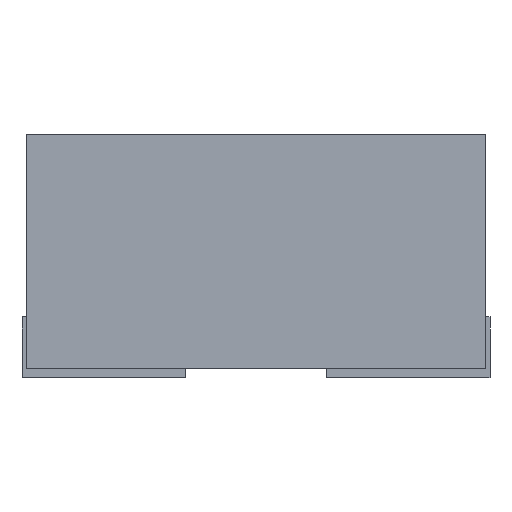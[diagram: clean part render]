
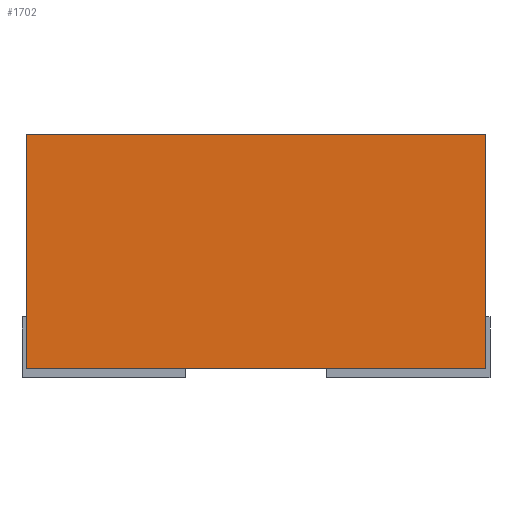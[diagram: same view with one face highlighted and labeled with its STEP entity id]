
A CAD part, front view. The second image highlights one B-rep face of the part: STEP entity #1702.
In plain terms, the highlighted planar face has unit normal (0, -1, 0).
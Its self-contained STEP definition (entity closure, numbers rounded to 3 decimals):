
#366 = VERTEX_POINT('',#367);
#367 = CARTESIAN_POINT('',(-0.49,-1.24,0.02));
#373 = EDGE_CURVE('',#366,#374,#376,.T.);
#374 = VERTEX_POINT('',#375);
#375 = CARTESIAN_POINT('',(0.49,-1.24,0.02));
#376 = LINE('',#377,#378);
#377 = CARTESIAN_POINT('',(-0.49,-1.24,0.02));
#378 = VECTOR('',#379,1.);
#379 = DIRECTION('',(1.,0.,0.));
#536 = VERTEX_POINT('',#537);
#537 = CARTESIAN_POINT('',(0.49,-1.24,0.52));
#543 = EDGE_CURVE('',#374,#536,#544,.T.);
#544 = LINE('',#545,#546);
#545 = CARTESIAN_POINT('',(0.49,-1.24,0.02));
#546 = VECTOR('',#547,1.);
#547 = DIRECTION('',(0.,0.,1.));
#697 = VERTEX_POINT('',#698);
#698 = CARTESIAN_POINT('',(-0.49,-1.24,0.52));
#704 = EDGE_CURVE('',#366,#697,#705,.T.);
#705 = LINE('',#706,#707);
#706 = CARTESIAN_POINT('',(-0.49,-1.24,0.02));
#707 = VECTOR('',#708,1.);
#708 = DIRECTION('',(0.,0.,1.));
#1702 = ADVANCED_FACE('',(#1703),#1714,.T.);
#1703 = FACE_BOUND('',#1704,.T.);
#1704 = EDGE_LOOP('',(#1705,#1706,#1707,#1708));
#1705 = ORIENTED_EDGE('',*,*,#704,.F.);
#1706 = ORIENTED_EDGE('',*,*,#373,.T.);
#1707 = ORIENTED_EDGE('',*,*,#543,.T.);
#1708 = ORIENTED_EDGE('',*,*,#1709,.F.);
#1709 = EDGE_CURVE('',#697,#536,#1710,.T.);
#1710 = LINE('',#1711,#1712);
#1711 = CARTESIAN_POINT('',(-0.49,-1.24,0.52));
#1712 = VECTOR('',#1713,1.);
#1713 = DIRECTION('',(1.,0.,0.));
#1714 = PLANE('',#1715);
#1715 = AXIS2_PLACEMENT_3D('',#1716,#1717,#1718);
#1716 = CARTESIAN_POINT('',(-0.49,-1.24,0.02));
#1717 = DIRECTION('',(0.,-1.,0.));
#1718 = DIRECTION('',(0.,0.,1.));
